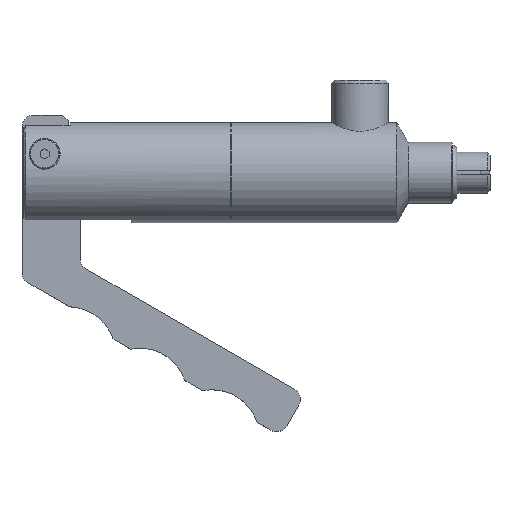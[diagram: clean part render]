
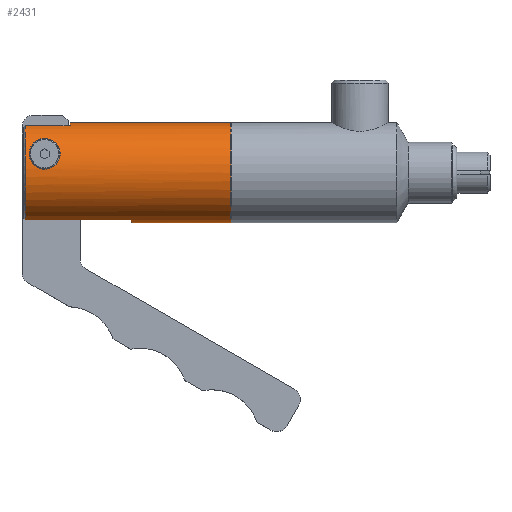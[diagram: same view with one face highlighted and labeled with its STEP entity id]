
A CAD part, top view. The second image highlights one B-rep face of the part: STEP entity #2431.
In plain terms, the highlighted cylindrical face has radius 13.462 mm (diameter 26.924 mm), a full revolution.
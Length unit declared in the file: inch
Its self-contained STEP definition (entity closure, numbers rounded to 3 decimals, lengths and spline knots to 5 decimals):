
#40=B_SPLINE_CURVE_WITH_KNOTS($,3,(#3542,#3543,#3544,#3545,#3546,#3547,
#3548,#3549,#3550,#3551,#3552,#3553,#3554,#3555,#3556,#3557,#3558,#3559,
#3560,#3561,#3562,#3563,#3564,#3565,#3566,#3567,#3568,#3569,#3570,#3571,
#3572,#3573,#3574,#3575),.UNSPECIFIED.,.T.,.F.,(4,2,2,2,2,2,2,2,2,2,2,2,
2,2,2,2,4),(0.,0.15668,0.31335,0.47644,0.63953,
0.82205,1.00457,1.16495,1.32534,1.48572,
1.64611,1.82862,2.01114,2.17423,2.33732,
2.494,2.65068),.UNSPECIFIED.);
#41=B_SPLINE_CURVE_WITH_KNOTS($,3,(#3578,#3579,#3580,#3581,#3582,#3583,
#3584,#3585,#3586,#3587,#3588,#3589,#3590,#3591,#3592,#3593,#3594,#3595,
#3596,#3597,#3598,#3599,#3600,#3601,#3602,#3603,#3604,#3605,#3606,#3607,
#3608,#3609,#3610,#3611),.UNSPECIFIED.,.T.,.F.,(4,2,2,2,2,2,2,2,2,2,2,2,
2,2,2,2,4),(0.,0.0905,0.18099,0.27693,0.37288,
0.47505,0.57722,0.66858,0.75994,
0.8513,0.94266,1.04483,1.147,1.24294,
1.33888,1.42938,1.51987),.UNSPECIFIED.);
#277=LINE($,#4346,#479);
#278=LINE($,#4348,#480);
#279=LINE($,#4352,#481);
#280=LINE($,#4356,#482);
#479=VECTOR($,#3272,0.475);
#480=VECTOR($,#3273,0.475);
#481=VECTOR($,#3276,1.125);
#482=VECTOR($,#3279,1.125);
#604=FACE_BOUND($,#906,.T.);
#605=FACE_BOUND($,#907,.T.);
#606=FACE_BOUND($,#908,.T.);
#607=FACE_BOUND($,#909,.T.);
#906=EDGE_LOOP($,(#2185));
#907=EDGE_LOOP($,(#2186));
#908=EDGE_LOOP($,(#2187));
#909=EDGE_LOOP($,(#2188,#2189,#2190,#2191,#2192,#2193,#2194,#2195));
#1020=CIRCLE($,#2650,0.53);
#1021=CIRCLE($,#2652,0.53);
#1022=CIRCLE($,#2653,0.53);
#1023=CIRCLE($,#2654,0.53);
#1024=CIRCLE($,#2655,0.53);
#1098=VERTEX_POINT($,#3541);
#1099=VERTEX_POINT($,#3577);
#1241=VERTEX_POINT($,#4334);
#1242=VERTEX_POINT($,#4335);
#1245=VERTEX_POINT($,#4343);
#1246=VERTEX_POINT($,#4345);
#1247=VERTEX_POINT($,#4347);
#1248=VERTEX_POINT($,#4349);
#1249=VERTEX_POINT($,#4351);
#1250=VERTEX_POINT($,#4353);
#1251=VERTEX_POINT($,#4355);
#1355=EDGE_CURVE($,#1098,#1098,#40,.T.);
#1356=EDGE_CURVE($,#1099,#1099,#41,.T.);
#1568=EDGE_CURVE($,#1241,#1242,#1020,.T.);
#1572=EDGE_CURVE($,#1245,#1245,#1021,.T.);
#1573=EDGE_CURVE($,#1246,#1241,#277,.T.);
#1574=EDGE_CURVE($,#1242,#1247,#278,.T.);
#1575=EDGE_CURVE($,#1247,#1248,#1022,.T.);
#1576=EDGE_CURVE($,#1248,#1249,#279,.T.);
#1577=EDGE_CURVE($,#1249,#1250,#1023,.T.);
#1578=EDGE_CURVE($,#1250,#1251,#280,.T.);
#1579=EDGE_CURVE($,#1251,#1246,#1024,.T.);
#2185=ORIENTED_EDGE($,*,*,#1355,.T.);
#2186=ORIENTED_EDGE($,*,*,#1356,.T.);
#2187=ORIENTED_EDGE($,*,*,#1572,.F.);
#2188=ORIENTED_EDGE($,*,*,#1573,.T.);
#2189=ORIENTED_EDGE($,*,*,#1568,.T.);
#2190=ORIENTED_EDGE($,*,*,#1574,.T.);
#2191=ORIENTED_EDGE($,*,*,#1575,.T.);
#2192=ORIENTED_EDGE($,*,*,#1576,.T.);
#2193=ORIENTED_EDGE($,*,*,#1577,.T.);
#2194=ORIENTED_EDGE($,*,*,#1578,.T.);
#2195=ORIENTED_EDGE($,*,*,#1579,.T.);
#2304=CYLINDRICAL_SURFACE($,#2651,0.53);
#2431=ADVANCED_FACE($,(#604,#605,#606,#607),#2304,.T.);
#2650=AXIS2_PLACEMENT_3D($,#4336,#3263,#3264);
#2651=AXIS2_PLACEMENT_3D($,#4342,#3268,#3269);
#2652=AXIS2_PLACEMENT_3D($,#4344,#3270,#3271);
#2653=AXIS2_PLACEMENT_3D($,#4350,#3274,#3275);
#2654=AXIS2_PLACEMENT_3D($,#4354,#3277,#3278);
#2655=AXIS2_PLACEMENT_3D($,#4357,#3280,#3281);
#3263=DIRECTION('center_axis',(1.,0.,0.));
#3264=DIRECTION('ref_axis',(0.,1.,0.));
#3268=DIRECTION('center_axis',(1.,0.,0.));
#3269=DIRECTION('ref_axis',(0.,1.,0.));
#3270=DIRECTION('center_axis',(1.,0.,0.));
#3271=DIRECTION('ref_axis',(0.,1.,0.));
#3272=DIRECTION($,(1.,0.,0.));
#3273=DIRECTION($,(-1.,0.,0.));
#3274=DIRECTION('center_axis',(1.,0.,0.));
#3275=DIRECTION('ref_axis',(0.,1.,0.));
#3276=DIRECTION($,(1.,0.,0.));
#3277=DIRECTION('center_axis',(1.,0.,0.));
#3278=DIRECTION('ref_axis',(0.,1.,0.));
#3279=DIRECTION($,(-1.,0.,0.));
#3280=DIRECTION('center_axis',(1.,0.,0.));
#3281=DIRECTION('ref_axis',(0.,1.,0.));
#3541=CARTESIAN_POINT('',(0.22,0.036,0.52878));
#3542=CARTESIAN_POINT('Ctrl Pts',(0.22,0.036,0.52878));
#3543=CARTESIAN_POINT('Ctrl Pts',(0.19944,0.036,0.52878));
#3544=CARTESIAN_POINT('Ctrl Pts',(0.17751,0.04011,
0.52855));
#3545=CARTESIAN_POINT('Ctrl Pts',(0.1372,0.05677,
0.52702));
#3546=CARTESIAN_POINT('Ctrl Pts',(0.11882,0.06932,
0.52565));
#3547=CARTESIAN_POINT('Ctrl Pts',(0.08926,0.09873,
0.52094));
#3548=CARTESIAN_POINT('Ctrl Pts',(0.07646,0.11769,
0.5172));
#3549=CARTESIAN_POINT('Ctrl Pts',(0.05984,0.15843,
0.50621));
#3550=CARTESIAN_POINT('Ctrl Pts',(0.056,0.18018,
0.49889));
#3551=CARTESIAN_POINT('Ctrl Pts',(0.056,0.22218,
0.48178));
#3552=CARTESIAN_POINT('Ctrl Pts',(0.06071,0.24507,
0.47054));
#3553=CARTESIAN_POINT('Ctrl Pts',(0.07879,0.28639,
0.4466));
#3554=CARTESIAN_POINT('Ctrl Pts',(0.09211,0.30485,0.43394));
#3555=CARTESIAN_POINT('Ctrl Pts',(0.12121,0.33224,0.41325));
#3556=CARTESIAN_POINT('Ctrl Pts',(0.13847,0.34384,0.40347));
#3557=CARTESIAN_POINT('Ctrl Pts',(0.1773,0.35973,0.38937));
#3558=CARTESIAN_POINT('Ctrl Pts',(0.19895,0.364,0.38523));
#3559=CARTESIAN_POINT('Ctrl Pts',(0.24105,0.364,0.38523));
#3560=CARTESIAN_POINT('Ctrl Pts',(0.2627,0.35973,0.38937));
#3561=CARTESIAN_POINT('Ctrl Pts',(0.30153,0.34384,0.40347));
#3562=CARTESIAN_POINT('Ctrl Pts',(0.31879,0.33224,0.41325));
#3563=CARTESIAN_POINT('Ctrl Pts',(0.34789,0.30485,0.43394));
#3564=CARTESIAN_POINT('Ctrl Pts',(0.36121,0.28639,0.4466));
#3565=CARTESIAN_POINT('Ctrl Pts',(0.37929,0.24507,0.47054));
#3566=CARTESIAN_POINT('Ctrl Pts',(0.384,0.22218,0.48178));
#3567=CARTESIAN_POINT('Ctrl Pts',(0.384,0.18018,0.49889));
#3568=CARTESIAN_POINT('Ctrl Pts',(0.38016,0.15843,0.50621));
#3569=CARTESIAN_POINT('Ctrl Pts',(0.36354,0.11769,0.5172));
#3570=CARTESIAN_POINT('Ctrl Pts',(0.35074,0.09873,0.52094));
#3571=CARTESIAN_POINT('Ctrl Pts',(0.32118,0.06932,
0.52565));
#3572=CARTESIAN_POINT('Ctrl Pts',(0.3028,0.05677,
0.52702));
#3573=CARTESIAN_POINT('Ctrl Pts',(0.26249,0.04011,
0.52855));
#3574=CARTESIAN_POINT('Ctrl Pts',(0.24056,0.036,0.52878));
#3575=CARTESIAN_POINT('Ctrl Pts',(0.22,0.036,0.52878));
#3577=CARTESIAN_POINT('',(0.22,0.105,-0.51949));
#3578=CARTESIAN_POINT('Ctrl Pts',(0.22,0.105,-0.51949));
#3579=CARTESIAN_POINT('Ctrl Pts',(0.23188,0.105,-0.51949));
#3580=CARTESIAN_POINT('Ctrl Pts',(0.24453,0.10737,-0.51903));
#3581=CARTESIAN_POINT('Ctrl Pts',(0.26776,0.11692,-0.51697));
#3582=CARTESIAN_POINT('Ctrl Pts',(0.27833,0.12411,-0.51533));
#3583=CARTESIAN_POINT('Ctrl Pts',(0.29549,0.141,-0.51098));
#3584=CARTESIAN_POINT('Ctrl Pts',(0.30296,0.15198,-0.50789));
#3585=CARTESIAN_POINT('Ctrl Pts',(0.31272,0.17565,-0.5002));
#3586=CARTESIAN_POINT('Ctrl Pts',(0.315,0.18834,-0.49557));
#3587=CARTESIAN_POINT('Ctrl Pts',(0.315,0.21242,-0.48576));
#3588=CARTESIAN_POINT('Ctrl Pts',(0.31244,0.22547,-0.47984));
#3589=CARTESIAN_POINT('Ctrl Pts',(0.30222,0.24932,-0.46788));
#3590=CARTESIAN_POINT('Ctrl Pts',(0.29458,0.26015,-0.46187));
#3591=CARTESIAN_POINT('Ctrl Pts',(0.27755,0.27639,-0.45231));
#3592=CARTESIAN_POINT('Ctrl Pts',(0.26734,0.28328,-0.44798));
#3593=CARTESIAN_POINT('Ctrl Pts',(0.24456,0.29259,-0.44195));
#3594=CARTESIAN_POINT('Ctrl Pts',(0.23199,0.295,-0.44031));
#3595=CARTESIAN_POINT('Ctrl Pts',(0.20801,0.295,-0.44031));
#3596=CARTESIAN_POINT('Ctrl Pts',(0.19544,0.29259,-0.44195));
#3597=CARTESIAN_POINT('Ctrl Pts',(0.17266,0.28328,-0.44798));
#3598=CARTESIAN_POINT('Ctrl Pts',(0.16245,0.27639,-0.45231));
#3599=CARTESIAN_POINT('Ctrl Pts',(0.14542,0.26015,-0.46187));
#3600=CARTESIAN_POINT('Ctrl Pts',(0.13778,0.24932,-0.46788));
#3601=CARTESIAN_POINT('Ctrl Pts',(0.12756,0.22547,-0.47984));
#3602=CARTESIAN_POINT('Ctrl Pts',(0.125,0.21242,-0.48576));
#3603=CARTESIAN_POINT('Ctrl Pts',(0.125,0.18834,-0.49557));
#3604=CARTESIAN_POINT('Ctrl Pts',(0.12728,0.17565,-0.5002));
#3605=CARTESIAN_POINT('Ctrl Pts',(0.13704,0.15198,-0.50789));
#3606=CARTESIAN_POINT('Ctrl Pts',(0.14451,0.141,-0.51098));
#3607=CARTESIAN_POINT('Ctrl Pts',(0.16167,0.12411,-0.51533));
#3608=CARTESIAN_POINT('Ctrl Pts',(0.17224,0.11692,-0.51697));
#3609=CARTESIAN_POINT('Ctrl Pts',(0.19547,0.10737,-0.51903));
#3610=CARTESIAN_POINT('Ctrl Pts',(0.20812,0.105,-0.51949));
#3611=CARTESIAN_POINT('Ctrl Pts',(0.22,0.105,-0.51949));
#4334=CARTESIAN_POINT('',(0.49,0.49939,-0.1775));
#4335=CARTESIAN_POINT('',(0.49,0.49939,0.1775));
#4336=CARTESIAN_POINT('Origin',(0.49,0.,0.));
#4342=CARTESIAN_POINT('Origin',(1.105,0.,0.));
#4343=CARTESIAN_POINT('',(2.195,0.53,0.));
#4344=CARTESIAN_POINT('Origin',(2.195,0.,0.));
#4345=CARTESIAN_POINT('',(0.015,0.49939,-0.1775));
#4346=CARTESIAN_POINT($,(1.105,0.49939,-0.1775));
#4347=CARTESIAN_POINT('',(0.015,0.49939,0.1775));
#4348=CARTESIAN_POINT($,(1.105,0.49939,0.1775));
#4349=CARTESIAN_POINT('',(0.015,-0.49939,0.1775));
#4350=CARTESIAN_POINT('Origin',(0.015,0.,0.));
#4351=CARTESIAN_POINT('',(1.14,-0.49939,0.1775));
#4352=CARTESIAN_POINT($,(1.105,-0.49939,0.1775));
#4353=CARTESIAN_POINT('',(1.14,-0.49939,-0.1775));
#4354=CARTESIAN_POINT('Origin',(1.14,0.,0.));
#4355=CARTESIAN_POINT('',(0.015,-0.49939,-0.1775));
#4356=CARTESIAN_POINT($,(1.105,-0.49939,-0.1775));
#4357=CARTESIAN_POINT('Origin',(0.015,0.,0.));
